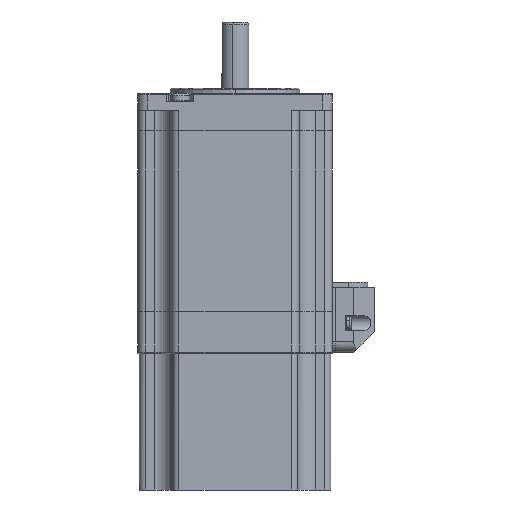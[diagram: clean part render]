
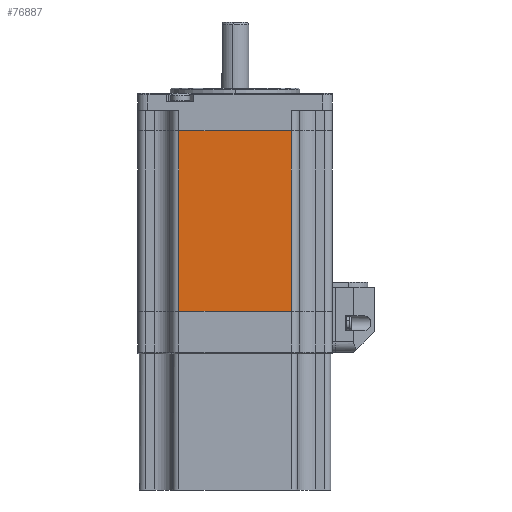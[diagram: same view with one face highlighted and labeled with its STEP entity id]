
A CAD part, left-side view. The second image highlights one B-rep face of the part: STEP entity #76887.
In plain terms, the highlighted planar face has unit normal (-1, 0, 0).
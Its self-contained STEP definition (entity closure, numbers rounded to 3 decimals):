
#5194 = DIRECTION ( 'NONE',  ( 0., 0., -1. ) ) ;
#5693 = EDGE_LOOP ( 'NONE', ( #18468, #43850, #67169, #13961 ) ) ;
#6458 = VECTOR ( 'NONE', #38417, 1000. ) ;
#7091 = VERTEX_POINT ( 'NONE', #66298 ) ;
#10037 = CARTESIAN_POINT ( 'NONE',  ( -28.6, -16.5, 26.5 ) ) ;
#10687 = CARTESIAN_POINT ( 'NONE',  ( -28.6, -16.5, 26.5 ) ) ;
#12500 = VERTEX_POINT ( 'NONE', #17567 ) ;
#13005 = VERTEX_POINT ( 'NONE', #10687 ) ;
#13961 = ORIENTED_EDGE ( 'NONE', *, *, #26562, .F. ) ;
#14435 = VERTEX_POINT ( 'NONE', #47862 ) ;
#16844 = CARTESIAN_POINT ( 'NONE',  ( -28.6, -16.5, -26.5 ) ) ;
#17137 = DIRECTION ( 'NONE',  ( 0., 0., -1. ) ) ;
#17567 = CARTESIAN_POINT ( 'NONE',  ( -28.6, 16.5, 26.5 ) ) ;
#18468 = ORIENTED_EDGE ( 'NONE', *, *, #57517, .F. ) ;
#23562 = CARTESIAN_POINT ( 'NONE',  ( -28.6, -16.5, 26.5 ) ) ;
#26562 = EDGE_CURVE ( 'NONE', #13005, #14435, #56021, .T. ) ;
#30395 = PLANE ( 'NONE',  #75779 ) ;
#30628 = EDGE_CURVE ( 'NONE', #7091, #14435, #63671, .T. ) ;
#35216 = CARTESIAN_POINT ( 'NONE',  ( -28.6, 16.5, 26.5 ) ) ;
#38417 = DIRECTION ( 'NONE',  ( 0., -1., 0. ) ) ;
#43850 = ORIENTED_EDGE ( 'NONE', *, *, #85406, .F. ) ;
#46635 = FACE_OUTER_BOUND ( 'NONE', #5693, .T. ) ;
#46768 = CARTESIAN_POINT ( 'NONE',  ( -28.6, -16.5, 26.5 ) ) ;
#47862 = CARTESIAN_POINT ( 'NONE',  ( -28.6, -16.5, -26.5 ) ) ;
#48724 = DIRECTION ( 'NONE',  ( 0., 0., 1. ) ) ;
#54396 = VECTOR ( 'NONE', #66261, 1000. ) ;
#56021 = LINE ( 'NONE', #46768, #91244 ) ;
#57517 = EDGE_CURVE ( 'NONE', #12500, #13005, #77453, .T. ) ;
#59272 = DIRECTION ( 'NONE',  ( 1., 0., 0. ) ) ;
#63671 = LINE ( 'NONE', #16844, #6458 ) ;
#66261 = DIRECTION ( 'NONE',  ( 0., -1., 0. ) ) ;
#66298 = CARTESIAN_POINT ( 'NONE',  ( -28.6, 16.5, -26.5 ) ) ;
#67169 = ORIENTED_EDGE ( 'NONE', *, *, #30628, .T. ) ;
#71284 = VECTOR ( 'NONE', #48724, 1000. ) ;
#75779 = AXIS2_PLACEMENT_3D ( 'NONE', #10037, #59272, #17137 ) ;
#76887 = ADVANCED_FACE ( 'NONE', ( #46635 ), #30395, .F. ) ;
#77453 = LINE ( 'NONE', #23562, #54396 ) ;
#85406 = EDGE_CURVE ( 'NONE', #7091, #12500, #86755, .T. ) ;
#86755 = LINE ( 'NONE', #35216, #71284 ) ;
#91244 = VECTOR ( 'NONE', #5194, 1000. ) ;
